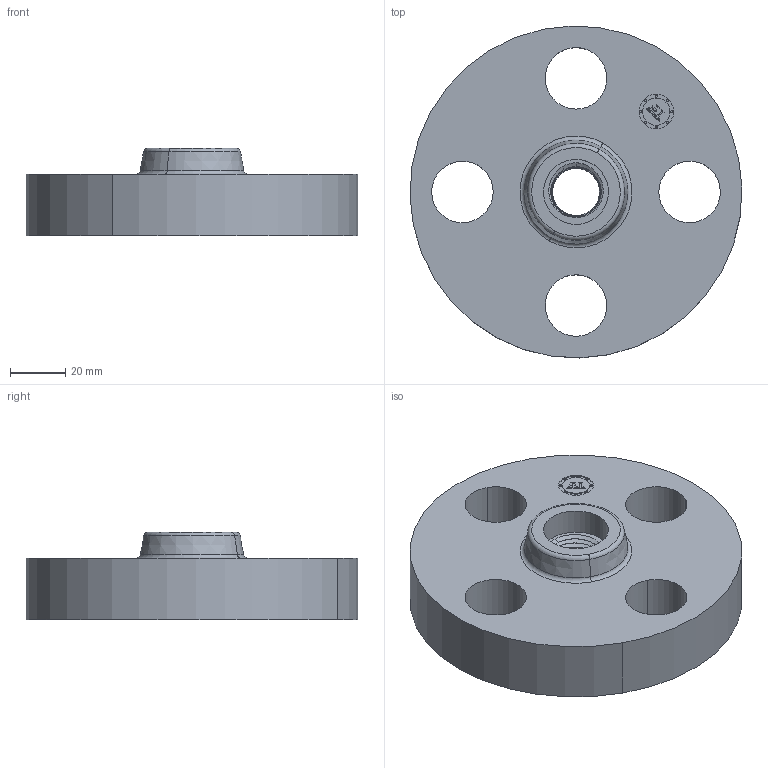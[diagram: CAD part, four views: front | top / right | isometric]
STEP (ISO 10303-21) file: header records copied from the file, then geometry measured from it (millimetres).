
FILE_DESCRIPTION(('3D STEP'),'2;1');
FILE_NAME('0.5-1500-THREADED-FF-FLANGE.stp','2013-03-11T00:11:09+00:00',('Texas Flange'),(''),'CATIA Version 5 Release 20 SP 6 (IN-10)','CATIA V5 STEP AP214','800-826-3801');
FILE_SCHEMA(('AUTOMOTIVE_DESIGN { 1 0 10303 214 1 1 1 1 }'));
Length unit declared in the file: inch
Products named in the file (1): 0.5-1500-THREADED-FF-FLANGE
Bounding box: 120.62 x 120.62 x 31.75 mm (x, y, z)
Volume: 219732.2 mm3; surface area: 37968.2 mm2
Topology: 1 solids, 1 shells, 535 faces, 1464 edges, 950 vertices
Faces by surface type: plane 369, bspline 103, cylinder 32, cone 27, torus 4
Entity records: 21145 total; most frequent: CARTESIAN_POINT 6087, ORIENTED_EDGE 2928, DIRECTION 1911, EDGE_CURVE 1464, VECTOR 1103, LINE 1103, VERTEX_POINT 950, EDGE_LOOP 564
